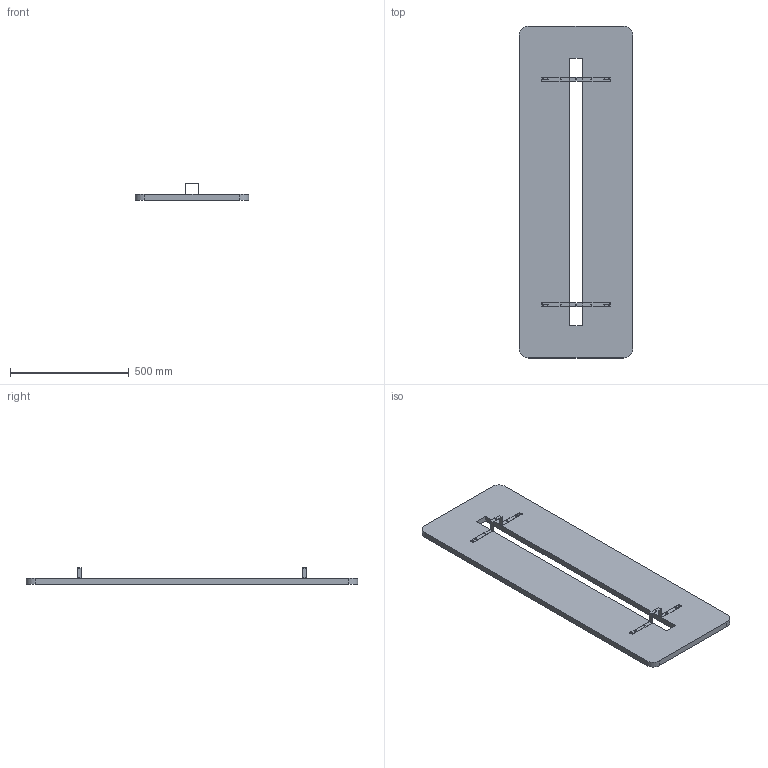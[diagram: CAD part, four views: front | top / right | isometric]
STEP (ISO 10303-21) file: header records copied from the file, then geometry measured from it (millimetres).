
FILE_DESCRIPTION(/* description */ ('This is a sample STEP configuration'),/* implementation_level */ '2;1');
FILE_NAME(/* name */ '585-003xx SIMPLE.ipt_Rev_00.stp',/* time_stamp */ '2023-04-25T11:16:15+02:00',/* author */ ('powerJobs'),/* organization */ ('coolOrange'),/* preprocessor_version */ 'ST-DEVELOPER v19.2',/* originating_system */ 'Autodesk Inventor 2023',/* authorisation */ '');
FILE_SCHEMA (('AUTOMOTIVE_DESIGN { 1 0 10303 214 3 1 1 }'));
Length unit declared in the file: millimetre
Products named in the file (1): ENG000028944
Bounding box: 480 x 1400 x 70.8 mm (x, y, z)
Volume: 15255085.7 mm3; surface area: 1382162.7 mm2
Topology: 1 solids, 1 shells, 132 faces, 290 edges, 172 vertices
Faces by surface type: plane 86, cylinder 46
Full cylindrical faces by diameter (mm): 4.5 x10
Entity records: 3617 total; most frequent: DIRECTION 648, CARTESIAN_POINT 595, ORIENTED_EDGE 580, EDGE_CURVE 290, AXIS2_PLACEMENT_3D 225, LINE 198, VECTOR 198, VERTEX_POINT 172
